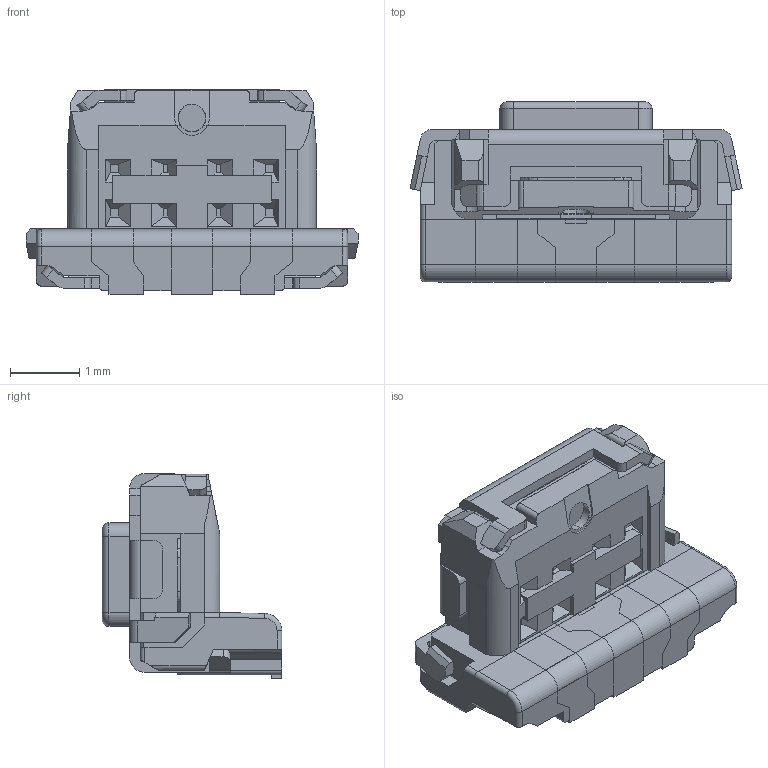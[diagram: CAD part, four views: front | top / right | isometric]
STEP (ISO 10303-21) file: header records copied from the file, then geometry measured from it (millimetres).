
FILE_DESCRIPTION(('FreeCAD Model'),'2;1');
FILE_NAME('EVPAEBB2A.step', '2020-06-15T22:18:55',('kicad StepUp'),('ksu MCAD'), 'Open CASCADE STEP processor 7.3','FreeCAD','Unknown');
FILE_SCHEMA(('AUTOMOTIVE_DESIGN_CC2 { 1 2 10303 214 -1 1 5 4 }'));
Length unit declared in the file: millimetre
Products named in the file (15): EVPAEBB2A014; EVPAEBB2A; EVPAEBB2A001; EVPAEBB2A002; EVPAEBB2A003; EVPAEBB2A004; EVPAEBB2A005; EVPAEBB2A006; EVPAEBB2A007; EVPAEBB2A008; EVPAEBB2A009; EVPAEBB2A010; EVPAEBB2A011; EVPAEBB2A012; EVPAEBB2A013
Assembly tree (14 placements, depth 2):
  EVPAEBB2A014
    EVPAEBB2A
    EVPAEBB2A001
    EVPAEBB2A002
    EVPAEBB2A003
    EVPAEBB2A004
    EVPAEBB2A005
    EVPAEBB2A006
    EVPAEBB2A007
    EVPAEBB2A008
    EVPAEBB2A009
    EVPAEBB2A010
    EVPAEBB2A011
    EVPAEBB2A012
    EVPAEBB2A013
Bounding box: 4.8 x 2.6 x 2.96 mm (x, y, z)
Volume: 17.5 mm3; surface area: 77.6 mm2
Topology: 14 solids, 14 shells, 455 faces, 1253 edges, 820 vertices
Faces by surface type: plane 363, cylinder 86, torus 6
Entity records: 17195 total; most frequent: CARTESIAN_POINT 2711, ORIENTED_EDGE 2506, DIRECTION 2298, EDGE_CURVE 1253, LINE 1054, VECTOR 1054, VERTEX_POINT 820, AXIS2_PLACEMENT_3D 622
